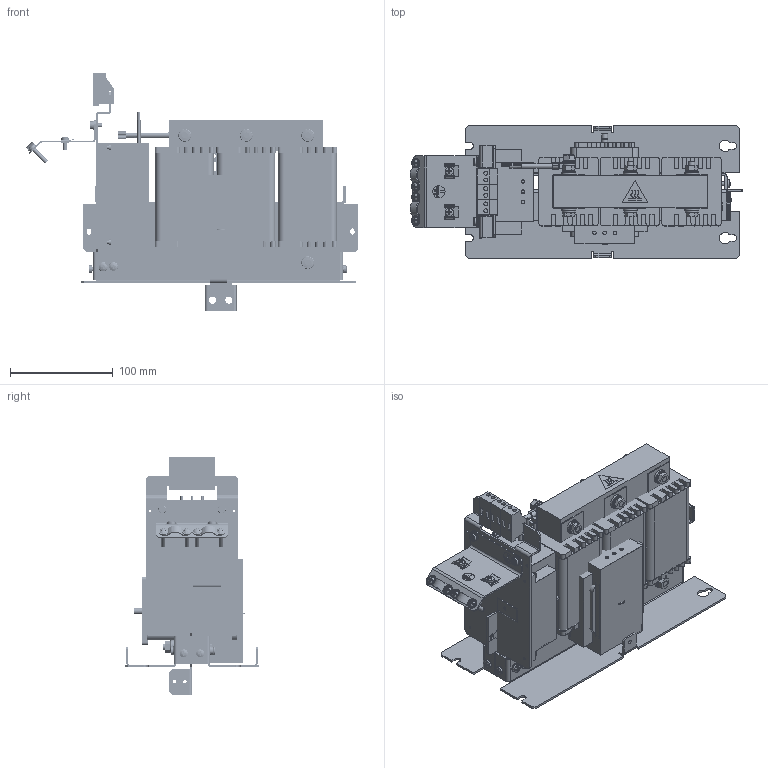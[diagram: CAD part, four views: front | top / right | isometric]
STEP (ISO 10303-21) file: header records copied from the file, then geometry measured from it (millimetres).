
FILE_DESCRIPTION( ( 'Unknown' ), '1' );
FILE_NAME( 'FS21147-17-99.stp', 'Unknown', ( 'Unknown' ), ( 'Unknown' ), 'XStep 1.0', 'Unknown', ' ' );
FILE_SCHEMA( ( 'CONFIG_CONTROL_DESIGN' ) );
Length unit declared in the file: millimetre
Products named in the file (76): Assem1; Assem2; Assem3; Assem4; 1; 2; 3; 4; 5; 6; 7; 8; 9; 10; 11; 12; 13; 14; 15; 16; 17; 18; 19; 20; 21; 22; 23; 24; 25; 26; 27; 28; 29; 30; 31; 32; 33; 34; 35; 36 ...
Bounding box: 323.91 x 130 x 232 mm (x, y, z)
Volume: 4647133.9 mm3; surface area: 1554835.7 mm2
Topology: 205 solids, 205 shells, 9985 faces, 25227 edges, 16790 vertices
Faces by surface type: plane 7740, extrusion 1182, cylinder 963, cone 71, sphere 21, torus 8
Full cylindrical faces by diameter (mm): 0.4 x8, 2.459 x4, 2.5 x8, 2.887 x4, 3 x5, 3.1 x8, 3.2 x4, 3.242 x12, 3.3 x30, 3.5 x9, 3.8 x12, 4 x31, 4.3 x4, 4.5 x14, 4.7 x3, 5 x13, 5.5 x5, 6 x9, 6.2 x27, 6.4 x27, 6.5 x13, 7 x4, 7.5 x24, 7.7 x4, 8 x11, 8.5 x26, 8.8 x4, 9 x8, 9.5 x5, 12 x8
Entity records: 151865 total; most frequent: CARTESIAN_POINT 51695, ORIENTED_EDGE 21738, DIRECTION 15026, EDGE_CURVE 10869, VERTEX_POINT 7372, B_SPLINE_CURVE_WITH_KNOTS 5717, VECTOR 5568, EDGE_LOOP 5481
